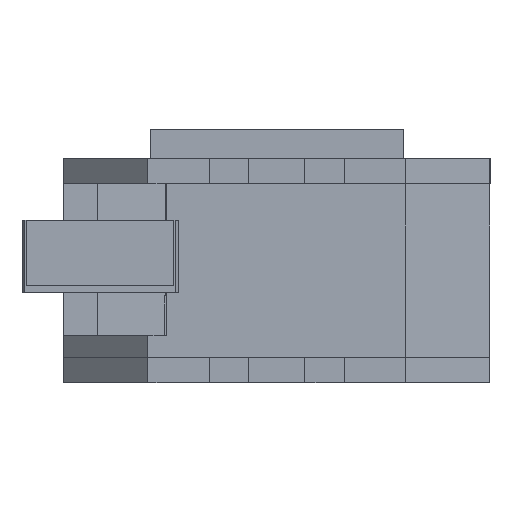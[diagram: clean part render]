
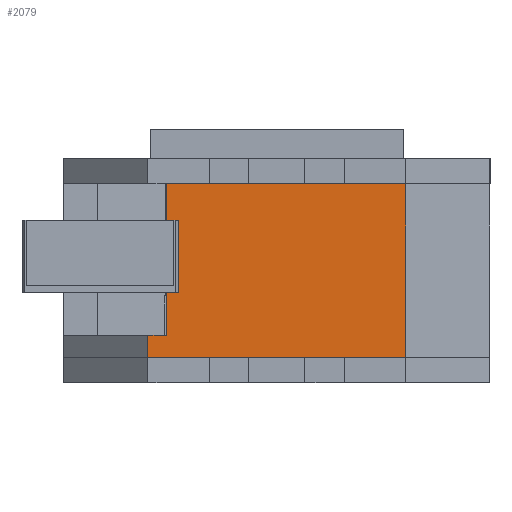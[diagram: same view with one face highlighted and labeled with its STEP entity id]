
A CAD part, left-side view. The second image highlights one B-rep face of the part: STEP entity #2079.
In plain terms, the highlighted face is planar.
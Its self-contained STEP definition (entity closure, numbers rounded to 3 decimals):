
#7 = VECTOR ( 'NONE', #2142, 1000. ) ;
#51 = ORIENTED_EDGE ( 'NONE', *, *, #3111, .T. ) ;
#208 = DIRECTION ( 'NONE',  ( 0., -1., 0. ) ) ;
#224 = EDGE_CURVE ( 'NONE', #390, #2003, #3675, .T. ) ;
#368 = EDGE_CURVE ( 'NONE', #2003, #687, #2647, .T. ) ;
#390 = VERTEX_POINT ( 'NONE', #4304 ) ;
#594 = AXIS2_PLACEMENT_3D ( 'NONE', #4416, #2903, #208 ) ;
#687 = VERTEX_POINT ( 'NONE', #4572 ) ;
#1075 = ORIENTED_EDGE ( 'NONE', *, *, #368, .F. ) ;
#1162 = VERTEX_POINT ( 'NONE', #1856 ) ;
#1266 = VERTEX_POINT ( 'NONE', #2490 ) ;
#1420 = CARTESIAN_POINT ( 'NONE',  ( 104., -19.736, 4. ) ) ;
#1683 = ORIENTED_EDGE ( 'NONE', *, *, #4026, .T. ) ;
#1779 = VECTOR ( 'NONE', #2990, 1000. ) ;
#1856 = CARTESIAN_POINT ( 'NONE',  ( 104., -23., 4. ) ) ;
#1910 = ORIENTED_EDGE ( 'NONE', *, *, #224, .F. ) ;
#2003 = VERTEX_POINT ( 'NONE', #3573 ) ;
#2079 = ADVANCED_FACE ( 'NONE', ( #2154 ), #2856, .F. ) ;
#2089 = ORIENTED_EDGE ( 'NONE', *, *, #4812, .T. ) ;
#2142 = DIRECTION ( 'NONE',  ( 0., 1., 0. ) ) ;
#2154 = FACE_OUTER_BOUND ( 'NONE', #3900, .T. ) ;
#2490 = CARTESIAN_POINT ( 'NONE',  ( 104., -23., 0. ) ) ;
#2647 = LINE ( 'NONE', #4208, #4637 ) ;
#2708 = LINE ( 'NONE', #4966, #4248 ) ;
#2856 = PLANE ( 'NONE',  #594 ) ;
#2903 = DIRECTION ( 'NONE',  ( -1., 0., 0. ) ) ;
#2942 = LINE ( 'NONE', #4494, #1779 ) ;
#2990 = DIRECTION ( 'NONE',  ( 0., 0., 1. ) ) ;
#3003 = EDGE_CURVE ( 'NONE', #3465, #390, #2942, .T. ) ;
#3032 = DIRECTION ( 'NONE',  ( 0., 0., -1. ) ) ;
#3051 = DIRECTION ( 'NONE',  ( 0., 0., -1. ) ) ;
#3111 = EDGE_CURVE ( 'NONE', #3465, #1162, #3175, .T. ) ;
#3175 = LINE ( 'NONE', #4729, #4143 ) ;
#3323 = VECTOR ( 'NONE', #3032, 1000. ) ;
#3440 = DIRECTION ( 'NONE',  ( 0., 1., 0. ) ) ;
#3465 = VERTEX_POINT ( 'NONE', #1420 ) ;
#3573 = CARTESIAN_POINT ( 'NONE',  ( 104., 23., 31. ) ) ;
#3675 = LINE ( 'NONE', #4831, #7 ) ;
#3885 = DIRECTION ( 'NONE',  ( 0., -1., 0. ) ) ;
#3900 = EDGE_LOOP ( 'NONE', ( #4612, #51, #1683, #2089, #1075, #1910 ) ) ;
#4026 = EDGE_CURVE ( 'NONE', #1162, #1266, #4584, .T. ) ;
#4143 = VECTOR ( 'NONE', #3885, 1000. ) ;
#4208 = CARTESIAN_POINT ( 'NONE',  ( 104., 23., 31. ) ) ;
#4248 = VECTOR ( 'NONE', #3440, 1000. ) ;
#4304 = CARTESIAN_POINT ( 'NONE',  ( 104., -19.736, 31. ) ) ;
#4416 = CARTESIAN_POINT ( 'NONE',  ( 104., -23., 31. ) ) ;
#4494 = CARTESIAN_POINT ( 'NONE',  ( 104., -19.736, 31. ) ) ;
#4572 = CARTESIAN_POINT ( 'NONE',  ( 104., 23., 0. ) ) ;
#4584 = LINE ( 'NONE', #4962, #3323 ) ;
#4612 = ORIENTED_EDGE ( 'NONE', *, *, #3003, .F. ) ;
#4637 = VECTOR ( 'NONE', #3051, 1000. ) ;
#4729 = CARTESIAN_POINT ( 'NONE',  ( 104., -23., 4. ) ) ;
#4812 = EDGE_CURVE ( 'NONE', #1266, #687, #2708, .T. ) ;
#4831 = CARTESIAN_POINT ( 'NONE',  ( 104., -23., 31. ) ) ;
#4962 = CARTESIAN_POINT ( 'NONE',  ( 104., -23., 31. ) ) ;
#4966 = CARTESIAN_POINT ( 'NONE',  ( 104., -23., 0. ) ) ;
